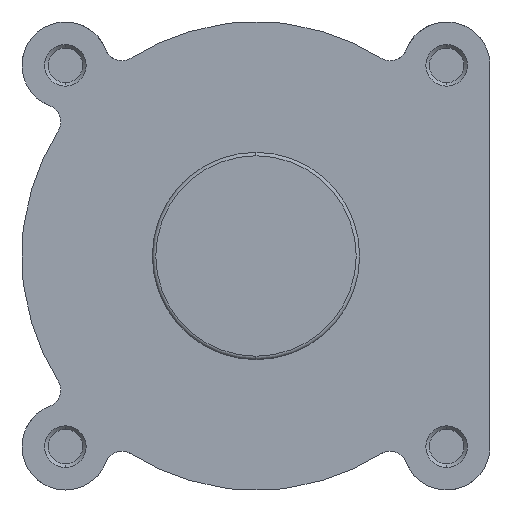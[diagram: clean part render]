
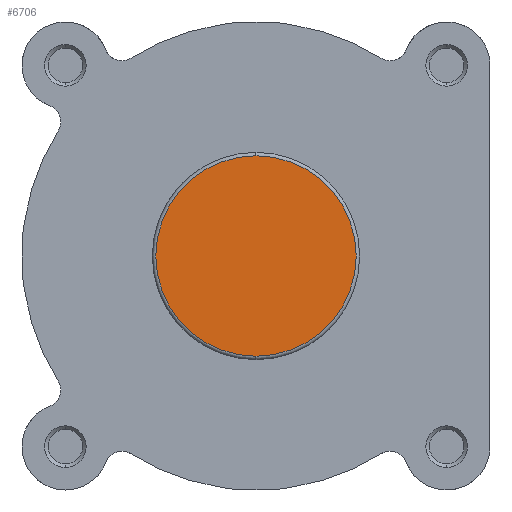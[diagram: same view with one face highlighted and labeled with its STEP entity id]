
A CAD part, left-side view. The second image highlights one B-rep face of the part: STEP entity #6706.
In plain terms, the highlighted planar face has unit normal (-1, 0, 0).
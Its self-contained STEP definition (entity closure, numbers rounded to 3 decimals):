
#833 = CARTESIAN_POINT ( 'NONE',  ( 0., 0., -28.9 ) ) ;
#834 = CARTESIAN_POINT ( 'NONE',  ( 0., 0., 28.9 ) ) ;
#1105 = CARTESIAN_POINT ( 'NONE',  ( 0., 0., 0. ) ) ;
#1106 = DIRECTION ( 'NONE',  ( -1., 0., 0. ) ) ;
#1107 = DIRECTION ( 'NONE',  ( 0., 0., -1. ) ) ;
#1573 = CARTESIAN_POINT ( 'NONE',  ( 0., 0., 0. ) ) ;
#1580 = DIRECTION ( 'NONE',  ( -1., 0., 0. ) ) ;
#1581 = DIRECTION ( 'NONE',  ( 0., 0., -1. ) ) ;
#2905 = AXIS2_PLACEMENT_3D ( 'NONE', #3687, #3690, #3691 ) ;
#3341 = FACE_OUTER_BOUND ( 'NONE', #6953, .T. ) ;
#3687 = CARTESIAN_POINT ( 'NONE',  ( 0., 29.9, 0. ) ) ;
#3688 = PLANE ( 'NONE',  #2905 ) ;
#3690 = DIRECTION ( 'NONE',  ( 1., 0., 0. ) ) ;
#3691 = DIRECTION ( 'NONE',  ( 0., 0., -1. ) ) ;
#4422 = CIRCLE ( 'NONE', #6414, 28.9 ) ;
#4672 = CIRCLE ( 'NONE', #6499, 28.9 ) ;
#5054 = VERTEX_POINT ( 'NONE', #833 ) ;
#5055 = VERTEX_POINT ( 'NONE', #834 ) ;
#5451 = ORIENTED_EDGE ( 'NONE', *, *, #5776, .T. ) ;
#5468 = ORIENTED_EDGE ( 'NONE', *, *, #5945, .T. ) ;
#5776 = EDGE_CURVE ( 'NONE', #5055, #5054, #4422, .T. ) ;
#5945 = EDGE_CURVE ( 'NONE', #5054, #5055, #4672, .T. ) ;
#6414 = AXIS2_PLACEMENT_3D ( 'NONE', #1105, #1106, #1107 ) ;
#6499 = AXIS2_PLACEMENT_3D ( 'NONE', #1573, #1580, #1581 ) ;
#6706 = ADVANCED_FACE ( 'NONE', ( #3341 ), #3688, .F. ) ;
#6953 = EDGE_LOOP ( 'NONE', ( #5468, #5451 ) ) ;
